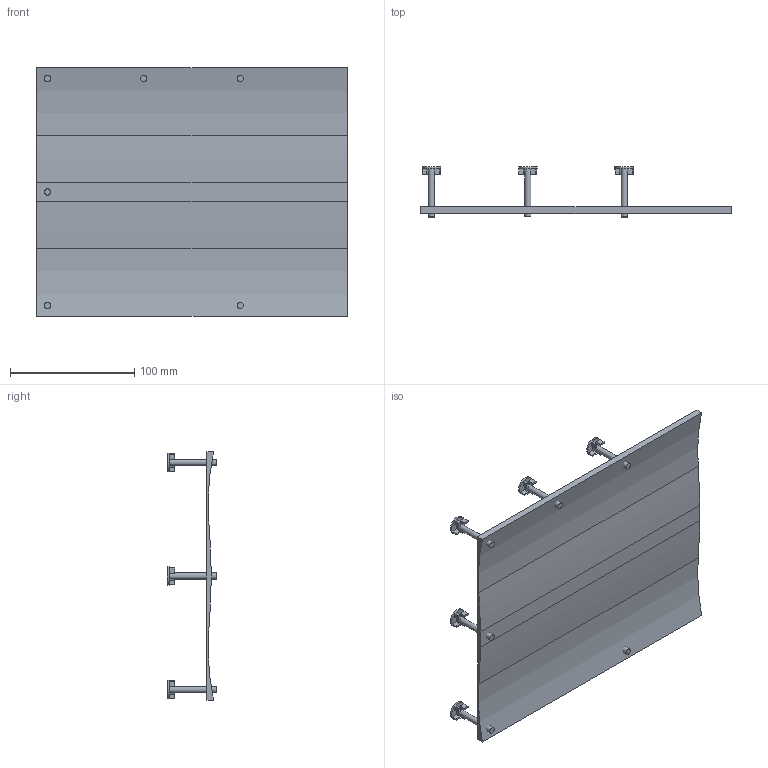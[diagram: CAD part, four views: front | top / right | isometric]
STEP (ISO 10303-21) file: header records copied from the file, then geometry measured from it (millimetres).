
FILE_DESCRIPTION(/* description */ (''),/* implementation_level */ '2;1');
FILE_NAME(/* name */ 'case1B.stp',/* time_stamp */ '2026-01-24T15:39:38+01:00',/* author */ ('szymo'),/* organization */ (''),/* preprocessor_version */ 'ST-DEVELOPER v19',/* originating_system */ 'Autodesk Inventor 2023',/* authorisation */ '');
FILE_SCHEMA (('AUTOMOTIVE_DESIGN { 1 0 10303 214 3 1 1 }'));
Length unit declared in the file: millimetre
Products named in the file (3): main'; deseczka_dol_check - 6; claw_nut
Assembly tree (7 placements, depth 2):
  main'
    deseczka_dol_check - 6
    claw_nut  x6
Bounding box: 250 x 40 x 200 mm (x, y, z)
Volume: 127096.4 mm3; surface area: 111379.2 mm2
Topology: 7 solids, 7 shells, 136 faces, 348 edges, 232 vertices
Faces by surface type: plane 120, cylinder 16
Full cylindrical faces by diameter (mm): 5 x6, 15 x6
Entity records: 1079 total; most frequent: DIRECTION 180, CARTESIAN_POINT 171, ORIENTED_EDGE 156, EDGE_CURVE 78, AXIS2_PLACEMENT_3D 61, LINE 58, VECTOR 58, VERTEX_POINT 52
